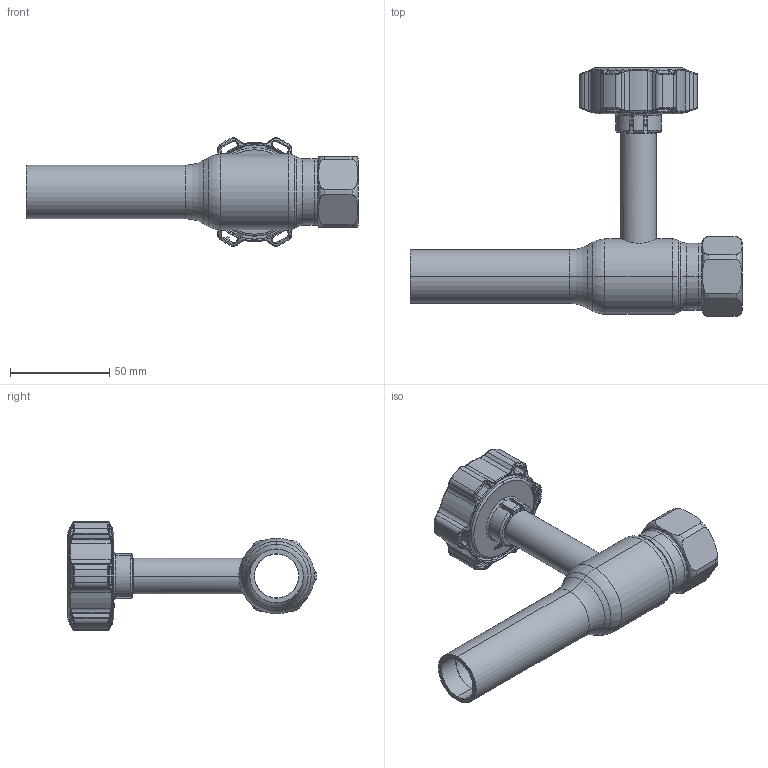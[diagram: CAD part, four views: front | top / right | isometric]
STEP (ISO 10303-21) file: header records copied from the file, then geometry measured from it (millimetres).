
FILE_DESCRIPTION (( 'STEP AP214' ), '1' );
FILE_NAME ('1020003601-2201.step', '2023-09-14T10:15:53', ( '' ), ( '' ), 'SwSTEP 2.0', 'SolidWorks 2021', '' );
FILE_SCHEMA (( 'AUTOMOTIVE_DESIGN' ));
Length unit declared in the file: millimetre
Products named in the file (1): 1020003601-2201
Bounding box: 167 x 125.09 x 54.57 mm (x, y, z)
Surface area: 42381.9 mm2 (no closed solid volume)
Topology: 0 solids, 7 shells, 521 faces, 1474 edges, 941 vertices
Faces by surface type: bspline 168, cylinder 136, plane 88, torus 83, cone 46
Entity records: 32068 total; most frequent: CARTESIAN_POINT 14373, ORIENTED_EDGE 2658, DIRECTION 2116, EDGE_CURVE 1474, VERTEX_POINT 941, AXIS2_PLACEMENT_3D 850, EDGE_LOOP 553, B_SPLINE_CURVE_WITH_KNOTS 532
